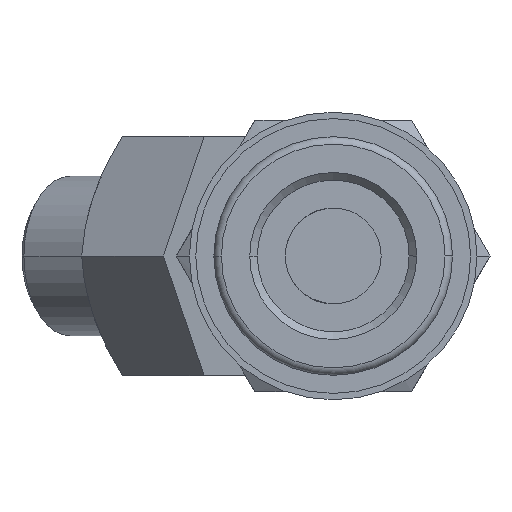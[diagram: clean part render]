
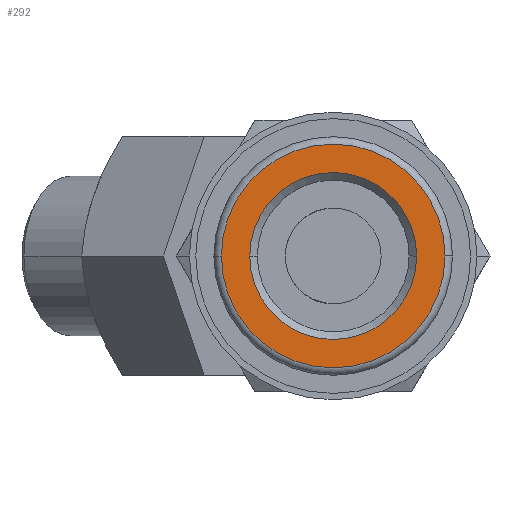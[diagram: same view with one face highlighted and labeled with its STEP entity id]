
A CAD part, front view. The second image highlights one B-rep face of the part: STEP entity #292.
In plain terms, the highlighted planar face has unit normal (0, -1, 0).
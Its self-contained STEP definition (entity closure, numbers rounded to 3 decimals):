
#292=ADVANCED_FACE('',(#592,#593),#594,.T.);
#592=FACE_BOUND('',#887,.T.);
#593=FACE_OUTER_BOUND('',#888,.T.);
#594=PLANE('',#889);
#887=EDGE_LOOP('',(#1643,#1644));
#888=EDGE_LOOP('',(#1645,#1646));
#889=AXIS2_PLACEMENT_3D('',#1647,#1648,#1649);
#1643=ORIENTED_EDGE('',*,*,#1924,.T.);
#1644=ORIENTED_EDGE('',*,*,#1961,.T.);
#1645=ORIENTED_EDGE('',*,*,#1678,.T.);
#1646=ORIENTED_EDGE('',*,*,#1964,.T.);
#1647=CARTESIAN_POINT('',(0.0,0.0,0.0));
#1648=DIRECTION('',(0.0,-1.0,0.0));
#1649=DIRECTION('',(1.0,0.0,0.));
#1678=EDGE_CURVE('',#1970,#1975,#1977,.T.);
#1924=EDGE_CURVE('',#2337,#2335,#2338,.T.);
#1961=EDGE_CURVE('',#2335,#2337,#2379,.T.);
#1964=EDGE_CURVE('',#1975,#1970,#2382,.T.);
#1970=VERTEX_POINT('',#2388);
#1975=VERTEX_POINT('',#2394);
#1977=CIRCLE('',#2397,7.0);
#2335=VERTEX_POINT('',#3167);
#2337=VERTEX_POINT('',#3170);
#2338=CIRCLE('',#3171,5.225);
#2379=CIRCLE('',#3242,5.225);
#2382=CIRCLE('',#3245,7.0);
#2388=CARTESIAN_POINT('',(-7.0,0.0,0.));
#2394=CARTESIAN_POINT('',(7.0,0.0,0.));
#2397=AXIS2_PLACEMENT_3D('',#3255,#3256,#3257);
#3167=CARTESIAN_POINT('',(-5.225,0.0,0.));
#3170=CARTESIAN_POINT('',(5.225,0.0,0.0));
#3171=AXIS2_PLACEMENT_3D('',#3578,#3579,#3580);
#3242=AXIS2_PLACEMENT_3D('',#3601,#3602,#3603);
#3245=AXIS2_PLACEMENT_3D('',#3604,#3605,#3606);
#3255=CARTESIAN_POINT('',(0.0,0.0,0.0));
#3256=DIRECTION('',(0.0,-1.0,-0.0));
#3257=DIRECTION('',(-1.0,0.0,0.));
#3578=CARTESIAN_POINT('',(0.0,0.0,0.0));
#3579=DIRECTION('',(0.0,1.0,0.0));
#3580=DIRECTION('',(-1.0,0.0,0.));
#3601=CARTESIAN_POINT('',(0.0,0.0,0.0));
#3602=DIRECTION('',(0.0,1.0,0.0));
#3603=DIRECTION('',(-1.0,0.0,0.));
#3604=CARTESIAN_POINT('',(0.0,0.0,0.0));
#3605=DIRECTION('',(0.0,-1.0,-0.0));
#3606=DIRECTION('',(-1.0,0.0,0.));
